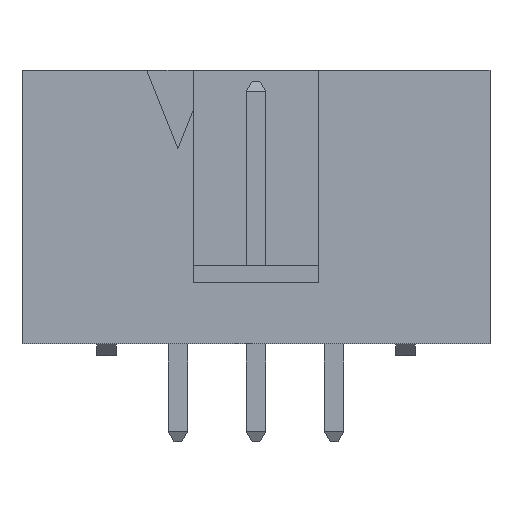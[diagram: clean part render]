
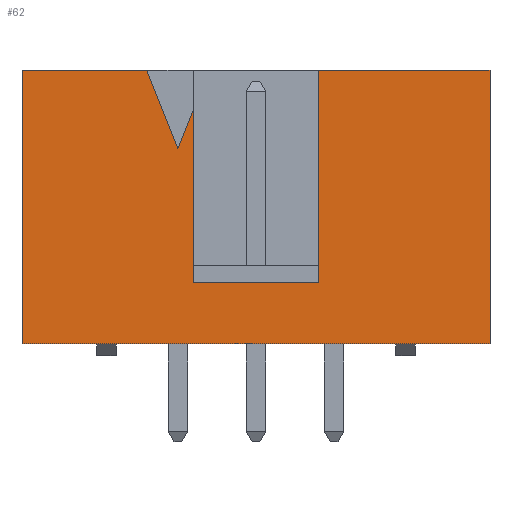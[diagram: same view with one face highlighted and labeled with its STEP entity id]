
A CAD part, front view. The second image highlights one B-rep face of the part: STEP entity #62.
In plain terms, the highlighted planar face has unit normal (0, -1, 0).
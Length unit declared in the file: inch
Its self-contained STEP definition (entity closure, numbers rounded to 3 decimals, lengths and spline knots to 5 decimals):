
#62=ADVANCED_FACE('',(#365),#215,.T.);
#215=PLANE('',#2756);
#365=FACE_OUTER_BOUND('',#514,.T.);
#514=EDGE_LOOP('',(#720,#721,#722,#723,#724,#725,#726,#727,#728,#729));
#720=ORIENTED_EDGE('',*,*,#1684,.T.);
#721=ORIENTED_EDGE('',*,*,#1685,.T.);
#722=ORIENTED_EDGE('',*,*,#1686,.T.);
#723=ORIENTED_EDGE('',*,*,#1670,.T.);
#724=ORIENTED_EDGE('',*,*,#1687,.F.);
#725=ORIENTED_EDGE('',*,*,#1688,.T.);
#726=ORIENTED_EDGE('',*,*,#1689,.T.);
#727=ORIENTED_EDGE('',*,*,#1660,.T.);
#728=ORIENTED_EDGE('',*,*,#1690,.F.);
#729=ORIENTED_EDGE('',*,*,#1691,.F.);
#1430=VERTEX_POINT('',#3607);
#1431=VERTEX_POINT('',#3609);
#1440=VERTEX_POINT('',#3627);
#1441=VERTEX_POINT('',#3629);
#1450=VERTEX_POINT('',#3657);
#1451=VERTEX_POINT('',#3658);
#1452=VERTEX_POINT('',#3660);
#1453=VERTEX_POINT('',#3663);
#1454=VERTEX_POINT('',#3665);
#1455=VERTEX_POINT('',#3668);
#1660=EDGE_CURVE('',#1431,#1430,#2029,.T.);
#1670=EDGE_CURVE('',#1441,#1440,#2036,.T.);
#1684=EDGE_CURVE('',#1450,#1451,#2050,.T.);
#1685=EDGE_CURVE('',#1451,#1452,#2051,.T.);
#1686=EDGE_CURVE('',#1452,#1441,#2052,.T.);
#1687=EDGE_CURVE('',#1453,#1440,#2053,.T.);
#1688=EDGE_CURVE('',#1453,#1454,#2054,.T.);
#1689=EDGE_CURVE('',#1454,#1431,#2055,.T.);
#1690=EDGE_CURVE('',#1455,#1430,#2056,.T.);
#1691=EDGE_CURVE('',#1450,#1455,#2057,.T.);
#2029=LINE('',#3608,#2392);
#2036=LINE('',#3628,#2399);
#2050=LINE('',#3656,#2413);
#2051=LINE('',#3659,#2414);
#2052=LINE('',#3661,#2415);
#2053=LINE('',#3662,#2416);
#2054=LINE('',#3664,#2417);
#2055=LINE('',#3666,#2418);
#2056=LINE('',#3667,#2419);
#2057=LINE('',#3669,#2420);
#2392=VECTOR('',#2917,1.);
#2399=VECTOR('',#2930,1.);
#2413=VECTOR('',#2954,1.);
#2414=VECTOR('',#2955,1.);
#2415=VECTOR('',#2956,1.);
#2416=VECTOR('',#2957,1.);
#2417=VECTOR('',#2958,1.);
#2418=VECTOR('',#2959,1.);
#2419=VECTOR('',#2960,1.);
#2420=VECTOR('',#2961,1.);
#2756=AXIS2_PLACEMENT_3D('',#3670,#2962,#2963);
#2917=DIRECTION('',(-1.,0.,0.));
#2930=DIRECTION('',(-1.,0.,0.));
#2954=DIRECTION('',(0.,0.,1.));
#2955=DIRECTION('',(-0.371,0.,-0.928));
#2956=DIRECTION('',(-0.371,0.,0.928));
#2957=DIRECTION('',(0.,0.,1.));
#2958=DIRECTION('',(1.,0.,0.));
#2959=DIRECTION('',(0.,0.,1.));
#2960=DIRECTION('',(0.,0.,1.));
#2961=DIRECTION('',(1.,0.,0.));
#2962=DIRECTION('',(0.,-1.,0.));
#2963=DIRECTION('',(0.,0.,-1.));
#3607=CARTESIAN_POINT('',(0.3795,0.,0.35));
#3608=CARTESIAN_POINT('',(0.2995,0.,0.35));
#3609=CARTESIAN_POINT('',(0.599,0.,0.35));
#3627=CARTESIAN_POINT('',(0.,0.,0.35));
#3628=CARTESIAN_POINT('',(0.2995,0.,0.35));
#3629=CARTESIAN_POINT('',(0.1595,0.,0.35));
#3656=CARTESIAN_POINT('',(0.2195,0.,0.078));
#3657=CARTESIAN_POINT('',(0.2195,0.,0.078));
#3658=CARTESIAN_POINT('',(0.2195,0.,0.3));
#3659=CARTESIAN_POINT('',(0.1995,0.,0.25));
#3660=CARTESIAN_POINT('',(0.1995,0.,0.25));
#3661=CARTESIAN_POINT('',(0.1595,0.,0.35));
#3662=CARTESIAN_POINT('',(0.,0.,0.));
#3663=CARTESIAN_POINT('',(0.,0.,0.));
#3664=CARTESIAN_POINT('',(0.2995,0.,0.));
#3665=CARTESIAN_POINT('',(0.599,0.,0.));
#3666=CARTESIAN_POINT('',(0.599,0.,0.));
#3667=CARTESIAN_POINT('',(0.3795,0.,0.078));
#3668=CARTESIAN_POINT('',(0.3795,0.,0.078));
#3669=CARTESIAN_POINT('',(0.2195,0.,0.078));
#3670=CARTESIAN_POINT('',(0.2995,0.,0.));
